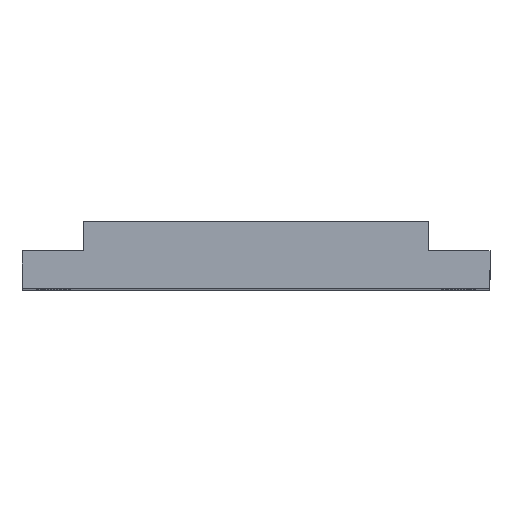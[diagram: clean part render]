
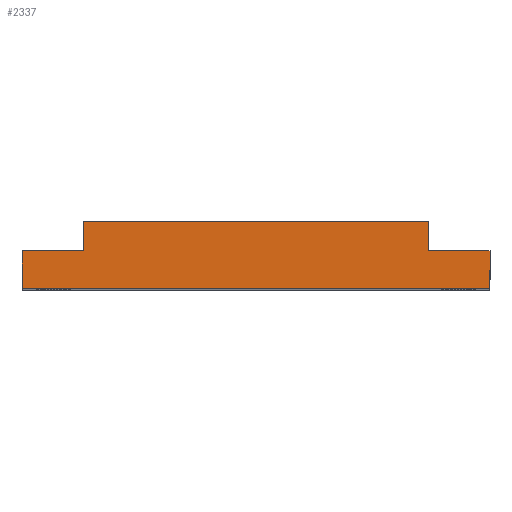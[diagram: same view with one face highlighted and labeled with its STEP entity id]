
A CAD part, top view. The second image highlights one B-rep face of the part: STEP entity #2337.
In plain terms, the highlighted planar face has unit normal (0, 0, 1).
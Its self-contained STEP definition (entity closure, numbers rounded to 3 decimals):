
#11 = VECTOR ( 'NONE', #927, 1000. ) ;
#56 = VERTEX_POINT ( 'NONE', #1319 ) ;
#106 = LINE ( 'NONE', #1105, #1769 ) ;
#124 = EDGE_CURVE ( 'NONE', #1535, #360, #106, .T. ) ;
#138 = ORIENTED_EDGE ( 'NONE', *, *, #1956, .T. ) ;
#149 = ORIENTED_EDGE ( 'NONE', *, *, #1305, .T. ) ;
#161 = CARTESIAN_POINT ( 'NONE',  ( 37.5, 6., 100. ) ) ;
#184 = VERTEX_POINT ( 'NONE', #161 ) ;
#192 = DIRECTION ( 'NONE',  ( -1., 0., 0. ) ) ;
#214 = DIRECTION ( 'NONE',  ( 0., -1., 0. ) ) ;
#215 = VERTEX_POINT ( 'NONE', #1205 ) ;
#244 = VECTOR ( 'NONE', #214, 1000. ) ;
#250 = CARTESIAN_POINT ( 'NONE',  ( 27.7, 10.7, 100. ) ) ;
#259 = EDGE_CURVE ( 'NONE', #215, #2708, #2419, .T. ) ;
#291 = ORIENTED_EDGE ( 'NONE', *, *, #711, .T. ) ;
#324 = LINE ( 'NONE', #1788, #1812 ) ;
#360 = VERTEX_POINT ( 'NONE', #250 ) ;
#409 = CARTESIAN_POINT ( 'NONE',  ( -37.5, 0., 100. ) ) ;
#416 = VERTEX_POINT ( 'NONE', #1693 ) ;
#577 = EDGE_LOOP ( 'NONE', ( #1584, #138, #149, #2618, #1492, #2757, #2324, #291 ) ) ;
#615 = CARTESIAN_POINT ( 'NONE',  ( 27.7, 6., 100. ) ) ;
#711 = EDGE_CURVE ( 'NONE', #56, #215, #716, .T. ) ;
#716 = LINE ( 'NONE', #1149, #758 ) ;
#758 = VECTOR ( 'NONE', #192, 1000. ) ;
#836 = VECTOR ( 'NONE', #2873, 1000. ) ;
#874 = PLANE ( 'NONE',  #3019 ) ;
#927 = DIRECTION ( 'NONE',  ( 0., 1., 0. ) ) ;
#1037 = EDGE_CURVE ( 'NONE', #2518, #56, #324, .T. ) ;
#1105 = CARTESIAN_POINT ( 'NONE',  ( 27.7, 6., 100. ) ) ;
#1107 = DIRECTION ( 'NONE',  ( 0., 0., 1. ) ) ;
#1149 = CARTESIAN_POINT ( 'NONE',  ( -27.7, 6., 100. ) ) ;
#1205 = CARTESIAN_POINT ( 'NONE',  ( -37.5, 6., 100. ) ) ;
#1258 = VECTOR ( 'NONE', #2811, 1000. ) ;
#1305 = EDGE_CURVE ( 'NONE', #416, #184, #2665, .T. ) ;
#1314 = DIRECTION ( 'NONE',  ( 0., -1., 0. ) ) ;
#1319 = CARTESIAN_POINT ( 'NONE',  ( -27.7, 6., 100. ) ) ;
#1460 = CARTESIAN_POINT ( 'NONE',  ( 37.5, 0., 100. ) ) ;
#1492 = ORIENTED_EDGE ( 'NONE', *, *, #124, .T. ) ;
#1535 = VERTEX_POINT ( 'NONE', #615 ) ;
#1584 = ORIENTED_EDGE ( 'NONE', *, *, #259, .T. ) ;
#1626 = DIRECTION ( 'NONE',  ( 0., 1., 0. ) ) ;
#1647 = CARTESIAN_POINT ( 'NONE',  ( 0., 0., 100. ) ) ;
#1693 = CARTESIAN_POINT ( 'NONE',  ( 37.5, 0., 100. ) ) ;
#1769 = VECTOR ( 'NONE', #1626, 1000. ) ;
#1788 = CARTESIAN_POINT ( 'NONE',  ( -27.7, 10.7, 100. ) ) ;
#1812 = VECTOR ( 'NONE', #1314, 1000. ) ;
#1856 = DIRECTION ( 'NONE',  ( 1., 0., 0. ) ) ;
#1876 = CARTESIAN_POINT ( 'NONE',  ( 27.7, 10.7, 100. ) ) ;
#1889 = LINE ( 'NONE', #3130, #2813 ) ;
#1956 = EDGE_CURVE ( 'NONE', #2708, #416, #2327, .T. ) ;
#2001 = CARTESIAN_POINT ( 'NONE',  ( -27.7, 10.7, 100. ) ) ;
#2261 = EDGE_CURVE ( 'NONE', #184, #1535, #1889, .T. ) ;
#2299 = CARTESIAN_POINT ( 'NONE',  ( -37.5, 0., 100. ) ) ;
#2324 = ORIENTED_EDGE ( 'NONE', *, *, #1037, .T. ) ;
#2327 = LINE ( 'NONE', #2299, #1258 ) ;
#2337 = ADVANCED_FACE ( 'NONE', ( #2609 ), #874, .T. ) ;
#2406 = EDGE_CURVE ( 'NONE', #360, #2518, #3136, .T. ) ;
#2419 = LINE ( 'NONE', #2930, #244 ) ;
#2434 = DIRECTION ( 'NONE',  ( -1., 0., 0. ) ) ;
#2518 = VERTEX_POINT ( 'NONE', #2001 ) ;
#2609 = FACE_OUTER_BOUND ( 'NONE', #577, .T. ) ;
#2618 = ORIENTED_EDGE ( 'NONE', *, *, #2261, .T. ) ;
#2665 = LINE ( 'NONE', #1460, #11 ) ;
#2708 = VERTEX_POINT ( 'NONE', #409 ) ;
#2757 = ORIENTED_EDGE ( 'NONE', *, *, #2406, .T. ) ;
#2811 = DIRECTION ( 'NONE',  ( 1., 0., 0. ) ) ;
#2813 = VECTOR ( 'NONE', #2434, 1000. ) ;
#2873 = DIRECTION ( 'NONE',  ( -1., 0., 0. ) ) ;
#2930 = CARTESIAN_POINT ( 'NONE',  ( -37.5, 6., 100. ) ) ;
#3019 = AXIS2_PLACEMENT_3D ( 'NONE', #1647, #1107, #1856 ) ;
#3130 = CARTESIAN_POINT ( 'NONE',  ( 37.5, 6., 100. ) ) ;
#3136 = LINE ( 'NONE', #1876, #836 ) ;
